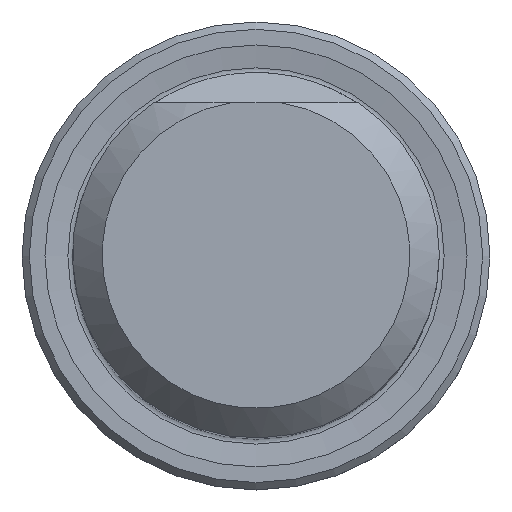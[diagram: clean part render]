
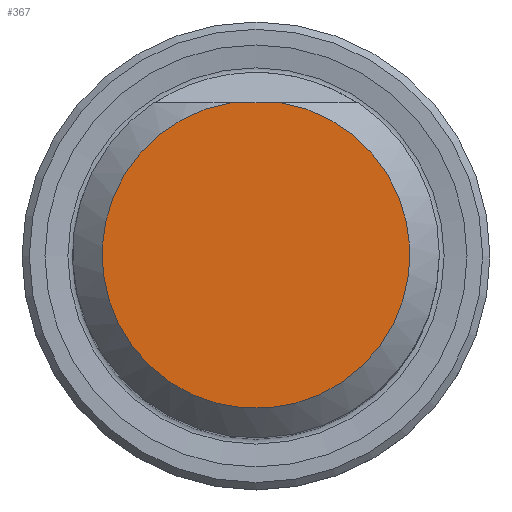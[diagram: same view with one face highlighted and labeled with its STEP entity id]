
A CAD part, top view. The second image highlights one B-rep face of the part: STEP entity #367.
In plain terms, the highlighted planar face has unit normal (0, 0, 1).
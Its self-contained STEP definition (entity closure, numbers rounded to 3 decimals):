
#248=PLANE('',#6253);
#367=ADVANCED_FACE('',(#809),#248,.T.);
#809=FACE_OUTER_BOUND('',#1091,.T.);
#1091=EDGE_LOOP('',(#1933,#1934));
#1448=CIRCLE('',#6252,10.492);
#1933=ORIENTED_EDGE('',*,*,#4155,.F.);
#1934=ORIENTED_EDGE('',*,*,#4156,.T.);
#3572=VERTEX_POINT('',#9402);
#3573=VERTEX_POINT('',#9403);
#4155=EDGE_CURVE('',#3572,#3573,#5368,.T.);
#4156=EDGE_CURVE('',#3572,#3573,#1448,.T.);
#5368=LINE('',#9401,#5706);
#5706=VECTOR('',#7108,1.);
#6252=AXIS2_PLACEMENT_3D('',#9404,#7109,#7110);
#6253=AXIS2_PLACEMENT_3D('',#9405,#7111,#7112);
#7108=DIRECTION('',(1.,0.,0.));
#7109=DIRECTION('',(0.,0.,1.));
#7110=DIRECTION('',(0.,-1.,0.));
#7111=DIRECTION('',(0.,0.,1.));
#7112=DIRECTION('',(0.,-1.,0.));
#9401=CARTESIAN_POINT('',(0.,10.358,56.));
#9402=CARTESIAN_POINT('',(-1.668,10.358,56.));
#9403=CARTESIAN_POINT('',(1.668,10.358,56.));
#9404=CARTESIAN_POINT('',(0.,0.,56.));
#9405=CARTESIAN_POINT('',(0.,0.,56.));
